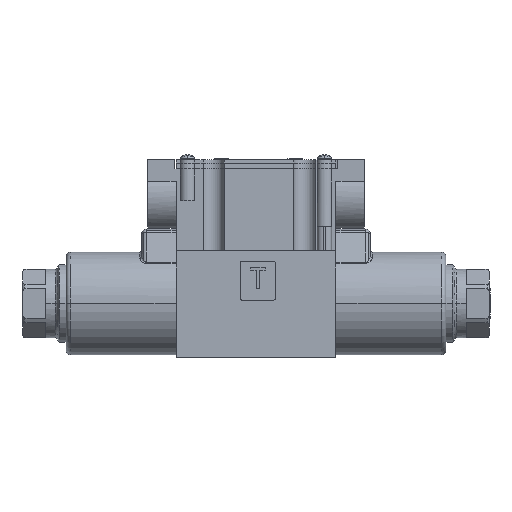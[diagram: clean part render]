
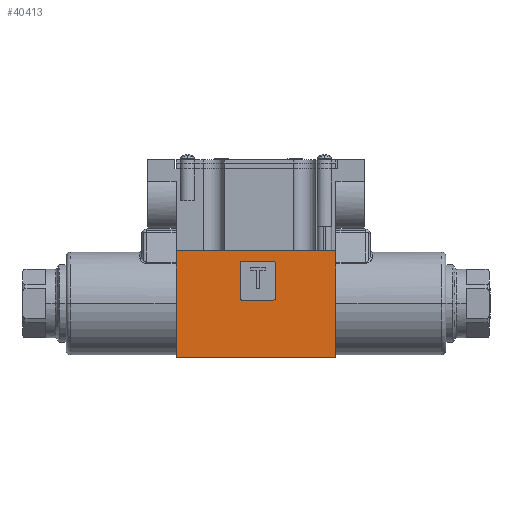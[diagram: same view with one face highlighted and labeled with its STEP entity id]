
A CAD part, front view. The second image highlights one B-rep face of the part: STEP entity #40413.
In plain terms, the highlighted face is planar.
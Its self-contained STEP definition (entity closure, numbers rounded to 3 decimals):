
#132 = VECTOR ( 'NONE', #9574, 1000. ) ;
#286 = CARTESIAN_POINT ( 'NONE',  ( 70., 0., 46. ) ) ;
#730 = DIRECTION ( 'NONE',  ( 0., 0., 1. ) ) ;
#1598 = DIRECTION ( 'NONE',  ( 0., 0., 1. ) ) ;
#2178 = CARTESIAN_POINT ( 'NONE',  ( 70., 46.5, 46. ) ) ;
#2372 = AXIS2_PLACEMENT_3D ( 'NONE', #4318, #7878, #26875 ) ;
#4237 = VECTOR ( 'NONE', #28377, 1000. ) ;
#4318 = CARTESIAN_POINT ( 'NONE',  ( 29., 41., 46. ) ) ;
#5195 = LINE ( 'NONE', #27541, #4237 ) ;
#5446 = CARTESIAN_POINT ( 'NONE',  ( 70., 46.5, 46. ) ) ;
#5594 = LINE ( 'NONE', #19501, #132 ) ;
#6445 = VERTEX_POINT ( 'NONE', #38707 ) ;
#7691 = CARTESIAN_POINT ( 'NONE',  ( 35., 23.25, 46. ) ) ;
#7800 = EDGE_CURVE ( 'NONE', #29989, #19577, #5195, .T. ) ;
#7878 = DIRECTION ( 'NONE',  ( 0., 0., 1. ) ) ;
#8007 = VERTEX_POINT ( 'NONE', #26470 ) ;
#8790 = VERTEX_POINT ( 'NONE', #9908 ) ;
#9050 = EDGE_CURVE ( 'NONE', #32532, #16129, #38687, .T. ) ;
#9574 = DIRECTION ( 'NONE',  ( 0., 1., 0. ) ) ;
#9908 = CARTESIAN_POINT ( 'NONE',  ( 43.66, 41., 46. ) ) ;
#10013 = DIRECTION ( 'NONE',  ( 1., 0., 0. ) ) ;
#10397 = VECTOR ( 'NONE', #13514, 1000. ) ;
#10584 = AXIS2_PLACEMENT_3D ( 'NONE', #7691, #32982, #26701 ) ;
#11213 = AXIS2_PLACEMENT_3D ( 'NONE', #11369, #32716, #14521 ) ;
#11369 = CARTESIAN_POINT ( 'NONE',  ( 29., 26., 46. ) ) ;
#12200 = ORIENTED_EDGE ( 'NONE', *, *, #33042, .F. ) ;
#12917 = LINE ( 'NONE', #286, #24480 ) ;
#13143 = LINE ( 'NONE', #28564, #26182 ) ;
#13514 = DIRECTION ( 'NONE',  ( 0., 1., 0. ) ) ;
#13615 = CARTESIAN_POINT ( 'NONE',  ( 0., 46.5, 46. ) ) ;
#13938 = ORIENTED_EDGE ( 'NONE', *, *, #37509, .F. ) ;
#14521 = DIRECTION ( 'NONE',  ( -1., 0., 0. ) ) ;
#14547 = CARTESIAN_POINT ( 'NONE',  ( 29., 25., 46. ) ) ;
#14699 = CARTESIAN_POINT ( 'NONE',  ( 0., 0., 46. ) ) ;
#15148 = ORIENTED_EDGE ( 'NONE', *, *, #7800, .F. ) ;
#15673 = CIRCLE ( 'NONE', #39223, 1. ) ;
#16129 = VERTEX_POINT ( 'NONE', #16416 ) ;
#16368 = CARTESIAN_POINT ( 'NONE',  ( 43.66, 26., 46. ) ) ;
#16416 = CARTESIAN_POINT ( 'NONE',  ( 28., 41., 46. ) ) ;
#16553 = ORIENTED_EDGE ( 'NONE', *, *, #22912, .F. ) ;
#16766 = FACE_OUTER_BOUND ( 'NONE', #25772, .T. ) ;
#17322 = VECTOR ( 'NONE', #20188, 1000. ) ;
#17548 = ORIENTED_EDGE ( 'NONE', *, *, #9050, .F. ) ;
#18035 = CIRCLE ( 'NONE', #30124, 1. ) ;
#18208 = DIRECTION ( 'NONE',  ( 0., -1., 0. ) ) ;
#19278 = DIRECTION ( 'NONE',  ( -1., 0., 0. ) ) ;
#19442 = CARTESIAN_POINT ( 'NONE',  ( 0., 46.5, 46. ) ) ;
#19501 = CARTESIAN_POINT ( 'NONE',  ( 43.66, 41., 46. ) ) ;
#19577 = VERTEX_POINT ( 'NONE', #31689 ) ;
#19790 = VECTOR ( 'NONE', #35549, 1000. ) ;
#19967 = FACE_BOUND ( 'NONE', #25813, .T. ) ;
#19992 = ORIENTED_EDGE ( 'NONE', *, *, #32444, .F. ) ;
#20166 = PLANE ( 'NONE',  #10584 ) ;
#20188 = DIRECTION ( 'NONE',  ( -1., 0., 0. ) ) ;
#21007 = DIRECTION ( 'NONE',  ( -1., 0., 0. ) ) ;
#21211 = VECTOR ( 'NONE', #18208, 1000. ) ;
#22734 = LINE ( 'NONE', #13615, #19790 ) ;
#22912 = EDGE_CURVE ( 'NONE', #37156, #8790, #5594, .T. ) ;
#22957 = LINE ( 'NONE', #23576, #17322 ) ;
#23263 = LINE ( 'NONE', #23671, #10397 ) ;
#23576 = CARTESIAN_POINT ( 'NONE',  ( 29., 42., 46. ) ) ;
#23671 = CARTESIAN_POINT ( 'NONE',  ( 0., 0., 46. ) ) ;
#23891 = EDGE_CURVE ( 'NONE', #6445, #35798, #12917, .T. ) ;
#24398 = EDGE_CURVE ( 'NONE', #19577, #37156, #15673, .T. ) ;
#24480 = VECTOR ( 'NONE', #19278, 1000. ) ;
#25563 = ORIENTED_EDGE ( 'NONE', *, *, #39511, .F. ) ;
#25772 = EDGE_LOOP ( 'NONE', ( #19992, #35019, #32916, #12200 ) ) ;
#25813 = EDGE_LOOP ( 'NONE', ( #30356, #15148, #25563, #40737, #17548, #35451, #13938, #16553 ) ) ;
#25892 = CARTESIAN_POINT ( 'NONE',  ( 29., 42., 46. ) ) ;
#26182 = VECTOR ( 'NONE', #28967, 1000. ) ;
#26470 = CARTESIAN_POINT ( 'NONE',  ( 28., 26., 46. ) ) ;
#26701 = DIRECTION ( 'NONE',  ( 1., 0., 0. ) ) ;
#26875 = DIRECTION ( 'NONE',  ( 1., 0., 0. ) ) ;
#27520 = VERTEX_POINT ( 'NONE', #29485 ) ;
#27541 = CARTESIAN_POINT ( 'NONE',  ( 29., 25., 46. ) ) ;
#28377 = DIRECTION ( 'NONE',  ( 1., 0., 0. ) ) ;
#28564 = CARTESIAN_POINT ( 'NONE',  ( 28., 41., 46. ) ) ;
#28967 = DIRECTION ( 'NONE',  ( 0., -1., 0. ) ) ;
#29485 = CARTESIAN_POINT ( 'NONE',  ( 42.66, 42., 46. ) ) ;
#29989 = VERTEX_POINT ( 'NONE', #14547 ) ;
#30124 = AXIS2_PLACEMENT_3D ( 'NONE', #36326, #730, #10013 ) ;
#30356 = ORIENTED_EDGE ( 'NONE', *, *, #24398, .F. ) ;
#30472 = CARTESIAN_POINT ( 'NONE',  ( 42.66, 26., 46. ) ) ;
#30854 = LINE ( 'NONE', #2178, #21211 ) ;
#31121 = VERTEX_POINT ( 'NONE', #5446 ) ;
#31689 = CARTESIAN_POINT ( 'NONE',  ( 42.66, 25., 46. ) ) ;
#32444 = EDGE_CURVE ( 'NONE', #40931, #31121, #22734, .T. ) ;
#32532 = VERTEX_POINT ( 'NONE', #25892 ) ;
#32716 = DIRECTION ( 'NONE',  ( 0., 0., 1. ) ) ;
#32916 = ORIENTED_EDGE ( 'NONE', *, *, #23891, .F. ) ;
#32982 = DIRECTION ( 'NONE',  ( 0., 0., 1. ) ) ;
#33042 = EDGE_CURVE ( 'NONE', #31121, #6445, #30854, .T. ) ;
#33384 = EDGE_CURVE ( 'NONE', #35798, #40931, #23263, .T. ) ;
#35019 = ORIENTED_EDGE ( 'NONE', *, *, #33384, .F. ) ;
#35451 = ORIENTED_EDGE ( 'NONE', *, *, #37070, .F. ) ;
#35549 = DIRECTION ( 'NONE',  ( 1., 0., 0. ) ) ;
#35798 = VERTEX_POINT ( 'NONE', #14699 ) ;
#36326 = CARTESIAN_POINT ( 'NONE',  ( 42.66, 41., 46. ) ) ;
#37070 = EDGE_CURVE ( 'NONE', #27520, #32532, #22957, .T. ) ;
#37156 = VERTEX_POINT ( 'NONE', #16368 ) ;
#37509 = EDGE_CURVE ( 'NONE', #8790, #27520, #18035, .T. ) ;
#38687 = CIRCLE ( 'NONE', #2372, 1. ) ;
#38707 = CARTESIAN_POINT ( 'NONE',  ( 70., 0., 46. ) ) ;
#39223 = AXIS2_PLACEMENT_3D ( 'NONE', #30472, #1598, #21007 ) ;
#39511 = EDGE_CURVE ( 'NONE', #8007, #29989, #40175, .T. ) ;
#40175 = CIRCLE ( 'NONE', #11213, 1. ) ;
#40413 = ADVANCED_FACE ( 'NONE', ( #19967, #16766 ), #20166, .T. ) ;
#40737 = ORIENTED_EDGE ( 'NONE', *, *, #41538, .F. ) ;
#40931 = VERTEX_POINT ( 'NONE', #19442 ) ;
#41538 = EDGE_CURVE ( 'NONE', #16129, #8007, #13143, .T. ) ;
